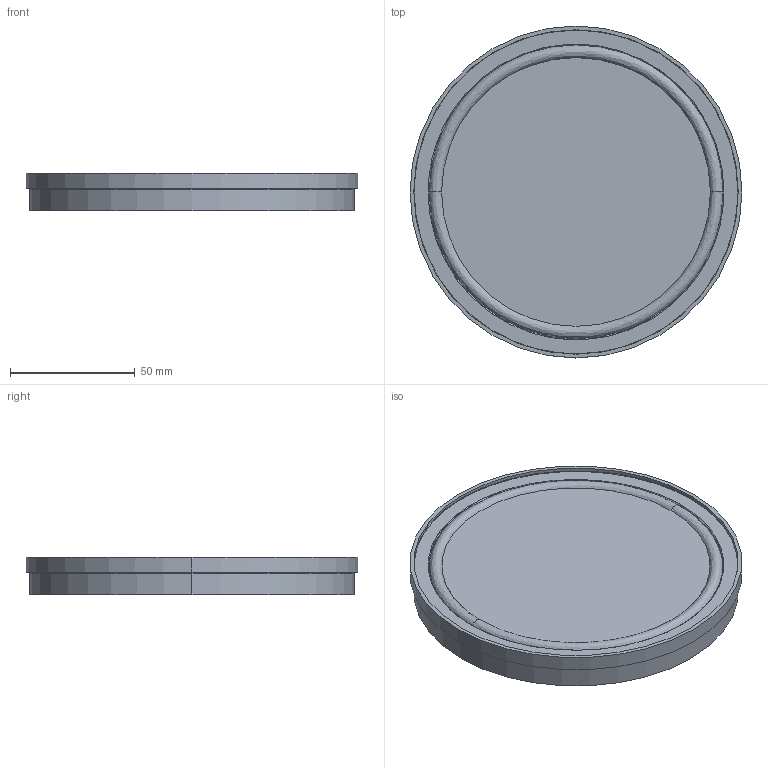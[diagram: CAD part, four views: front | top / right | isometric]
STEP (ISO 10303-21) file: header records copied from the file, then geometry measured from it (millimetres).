
FILE_DESCRIPTION (( 'STEP AP214' ), '1' );
FILE_NAME ('120-VPGO-ISO100.STEP', '2021-11-09T07:09:31', ( '' ), ( '' ), 'SwSTEP 2.0', 'SolidWorks 2017', '' );
FILE_SCHEMA (( 'AUTOMOTIVE_DESIGN' ));
Length unit declared in the file: millimetre
Products named in the file (1): 120-VPGO-ISO100
Bounding box: 133 x 133 x 15 mm (x, y, z)
Volume: 129785.7 mm3; surface area: 47688.9 mm2
Topology: 2 solids, 2 shells, 43 faces, 84 edges, 50 vertices
Faces by surface type: bspline 14, cylinder 14, plane 9, cone 6
Entity records: 2303 total; most frequent: CARTESIAN_POINT 1332, DIRECTION 192, ORIENTED_EDGE 168, AXIS2_PLACEMENT_3D 86, EDGE_CURVE 84, CIRCLE 56, VERTEX_POINT 50, EDGE_LOOP 50
